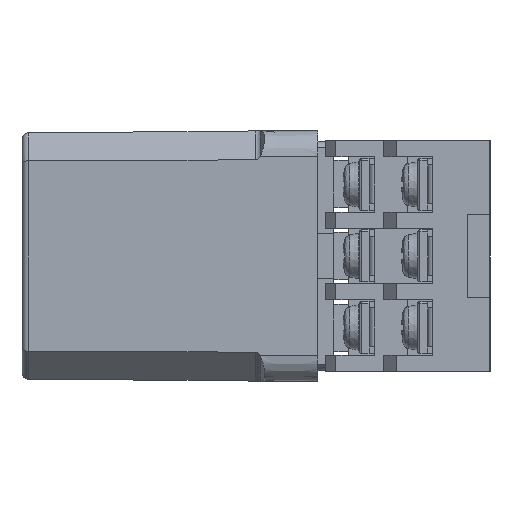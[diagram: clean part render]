
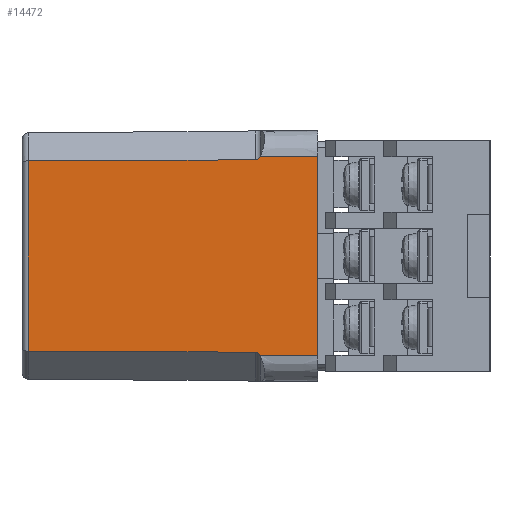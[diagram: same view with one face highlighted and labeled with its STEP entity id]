
A CAD part, left-side view. The second image highlights one B-rep face of the part: STEP entity #14472.
In plain terms, the highlighted face is planar.
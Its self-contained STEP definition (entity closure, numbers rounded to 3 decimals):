
#3009 = CARTESIAN_POINT ( 'NONE',  ( 14.825, -18.074, 0.109 ) ) ;
#3240 = VERTEX_POINT ( 'NONE', #39837 ) ;
#3531 = CARTESIAN_POINT ( 'NONE',  ( 14.79, -17.991, 9.617 ) ) ;
#4000 = LINE ( 'NONE', #29027, #14627 ) ;
#4987 = DIRECTION ( 'NONE',  ( 0., -0.009, -1. ) ) ;
#5002 = LINE ( 'NONE', #3009, #44508 ) ;
#5201 = EDGE_CURVE ( 'NONE', #21256, #39219, #24774, .T. ) ;
#5900 = CARTESIAN_POINT ( 'NONE',  ( -14.79, -17.991, 9.617 ) ) ;
#5993 = CARTESIAN_POINT ( 'NONE',  ( 15.325, -17.998, 8.839 ) ) ;
#6355 = CARTESIAN_POINT ( 'NONE',  ( 15.325, -18.075, 0. ) ) ;
#10541 = EDGE_CURVE ( 'NONE', #48187, #39219, #25564, .T. ) ;
#11495 = DIRECTION ( 'NONE',  ( 0., -0.009, -1. ) ) ;
#11499 = CARTESIAN_POINT ( 'NONE',  ( 15.325, -17.998, 8.839 ) ) ;
#12152 = LINE ( 'NONE', #32069, #21146 ) ;
#12200 = VECTOR ( 'NONE', #24056, 1000. ) ;
#12753 = ORIENTED_EDGE ( 'NONE', *, *, #46876, .F. ) ;
#14472 = ADVANCED_FACE ( 'NONE', ( #25300 ), #35743, .T. ) ;
#14627 = VECTOR ( 'NONE', #48430, 1000. ) ;
#14723 =( BOUNDED_CURVE ( )  B_SPLINE_CURVE ( 3, ( #11499, #14799, #34446, #3531 ),
 .UNSPECIFIED., .F., .F. ) 
 B_SPLINE_CURVE_WITH_KNOTS ( ( 4, 4 ),
 ( 2.248, 3.145 ),
 .UNSPECIFIED. ) 
 CURVE ( )  GEOMETRIC_REPRESENTATION_ITEM ( )  RATIONAL_B_SPLINE_CURVE ( ( 1., 0.934, 0.934, 1. ) ) 
 REPRESENTATION_ITEM ( '' )  );
#14799 = CARTESIAN_POINT ( 'NONE',  ( 14.982, -17.996, 9.03 ) ) ;
#15345 = VECTOR ( 'NONE', #38190, 1000. ) ;
#16213 = VERTEX_POINT ( 'NONE', #5993 ) ;
#16482 = CARTESIAN_POINT ( 'NONE',  ( -14.825, -18.074, 0.083 ) ) ;
#16788 = CARTESIAN_POINT ( 'NONE',  ( -14.664, -17.687, 44.509 ) ) ;
#17062 = CARTESIAN_POINT ( 'NONE',  ( -15.325, -17.998, 8.839 ) ) ;
#20144 = CARTESIAN_POINT ( 'NONE',  ( -15.325, -18.075, 0. ) ) ;
#21146 = VECTOR ( 'NONE', #29075, 1000. ) ;
#21237 =( BOUNDED_CURVE ( )  B_SPLINE_CURVE ( 3, ( #5900, #28797, #40204, #17062 ),
 .UNSPECIFIED., .F., .F. ) 
 B_SPLINE_CURVE_WITH_KNOTS ( ( 4, 4 ),
 ( 6.28, 7.177 ),
 .UNSPECIFIED. ) 
 CURVE ( )  GEOMETRIC_REPRESENTATION_ITEM ( )  RATIONAL_B_SPLINE_CURVE ( ( 1., 0.934, 0.934, 1. ) ) 
 REPRESENTATION_ITEM ( '' )  );
#21256 = VERTEX_POINT ( 'NONE', #31757 ) ;
#21540 = ORIENTED_EDGE ( 'NONE', *, *, #24140, .T. ) ;
#22282 = EDGE_CURVE ( 'NONE', #21256, #39742, #21237, .T. ) ;
#23302 = CARTESIAN_POINT ( 'NONE',  ( 14.79, -17.991, 9.617 ) ) ;
#23868 = VERTEX_POINT ( 'NONE', #6355 ) ;
#24037 = AXIS2_PLACEMENT_3D ( 'NONE', #20144, #43288, #4987 ) ;
#24056 = DIRECTION ( 'NONE',  ( 0.004, 0.009, 1. ) ) ;
#24140 = EDGE_CURVE ( 'NONE', #39742, #3240, #47794, .T. ) ;
#24774 = LINE ( 'NONE', #16482, #12200 ) ;
#25300 = FACE_OUTER_BOUND ( 'NONE', #44585, .T. ) ;
#25397 = DIRECTION ( 'NONE',  ( -0.004, 0.009, 1. ) ) ;
#25564 = LINE ( 'NONE', #34337, #15345 ) ;
#26105 = ORIENTED_EDGE ( 'NONE', *, *, #26339, .T. ) ;
#26339 = EDGE_CURVE ( 'NONE', #16213, #38464, #14723, .T. ) ;
#27054 = CARTESIAN_POINT ( 'NONE',  ( -15.325, -18.075, 0. ) ) ;
#27084 = CARTESIAN_POINT ( 'NONE',  ( -15.325, -17.998, 8.839 ) ) ;
#28797 = CARTESIAN_POINT ( 'NONE',  ( -14.791, -17.994, 9.308 ) ) ;
#29027 = CARTESIAN_POINT ( 'NONE',  ( -15.325, -18.075, 0. ) ) ;
#29075 = DIRECTION ( 'NONE',  ( 0., -0.009, -1. ) ) ;
#29783 = EDGE_CURVE ( 'NONE', #3240, #23868, #4000, .T. ) ;
#31757 = CARTESIAN_POINT ( 'NONE',  ( -14.79, -17.991, 9.617 ) ) ;
#32069 = CARTESIAN_POINT ( 'NONE',  ( 15.325, -18.075, 0. ) ) ;
#34033 = VECTOR ( 'NONE', #11495, 1000. ) ;
#34337 = CARTESIAN_POINT ( 'NONE',  ( -15.325, -17.687, 44.509 ) ) ;
#34446 = CARTESIAN_POINT ( 'NONE',  ( 14.791, -17.994, 9.308 ) ) ;
#35743 = PLANE ( 'NONE',  #24037 ) ;
#36474 = ORIENTED_EDGE ( 'NONE', *, *, #22282, .T. ) ;
#37227 = ORIENTED_EDGE ( 'NONE', *, *, #29783, .T. ) ;
#38190 = DIRECTION ( 'NONE',  ( -1., 0., 0. ) ) ;
#38464 = VERTEX_POINT ( 'NONE', #23302 ) ;
#39052 = ORIENTED_EDGE ( 'NONE', *, *, #10541, .T. ) ;
#39219 = VERTEX_POINT ( 'NONE', #16788 ) ;
#39620 = CARTESIAN_POINT ( 'NONE',  ( 14.664, -17.687, 44.509 ) ) ;
#39742 = VERTEX_POINT ( 'NONE', #27084 ) ;
#39837 = CARTESIAN_POINT ( 'NONE',  ( -15.325, -18.075, 0. ) ) ;
#40204 = CARTESIAN_POINT ( 'NONE',  ( -14.982, -17.996, 9.03 ) ) ;
#42783 = ORIENTED_EDGE ( 'NONE', *, *, #5201, .F. ) ;
#43288 = DIRECTION ( 'NONE',  ( 0., -1., 0.009 ) ) ;
#44508 = VECTOR ( 'NONE', #25397, 1000. ) ;
#44585 = EDGE_LOOP ( 'NONE', ( #12753, #26105, #49073, #39052, #42783, #36474, #21540, #37227 ) ) ;
#46876 = EDGE_CURVE ( 'NONE', #16213, #23868, #12152, .T. ) ;
#47059 = EDGE_CURVE ( 'NONE', #38464, #48187, #5002, .T. ) ;
#47794 = LINE ( 'NONE', #27054, #34033 ) ;
#48187 = VERTEX_POINT ( 'NONE', #39620 ) ;
#48430 = DIRECTION ( 'NONE',  ( 1., 0., 0. ) ) ;
#49073 = ORIENTED_EDGE ( 'NONE', *, *, #47059, .T. ) ;
